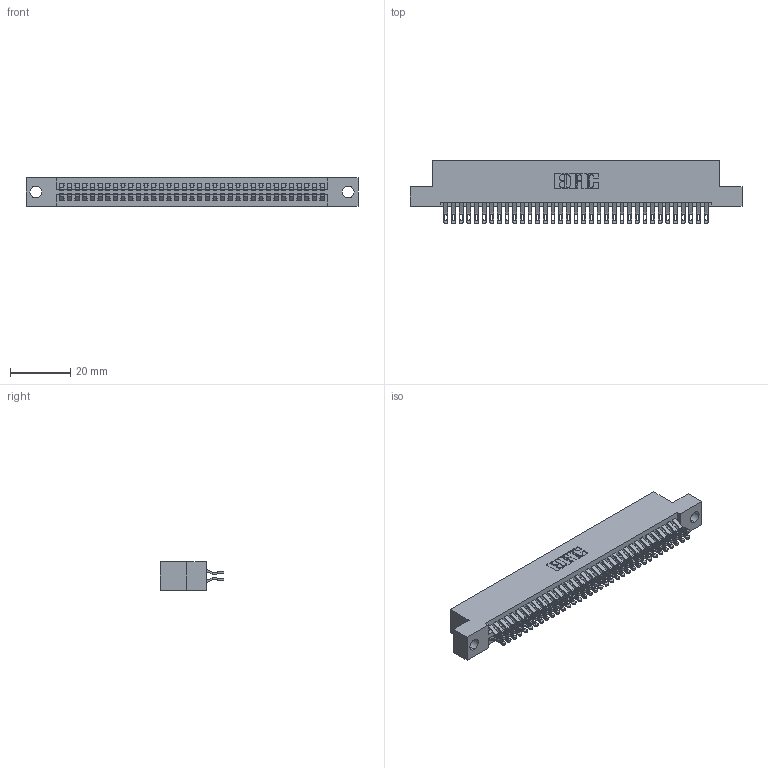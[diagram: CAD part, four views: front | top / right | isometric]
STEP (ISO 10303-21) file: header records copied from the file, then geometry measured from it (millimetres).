
FILE_DESCRIPTION (( 'STEP AP203' ), '1' );
FILE_NAME ('345-070-555-204.STEP', '2021-05-20T08:26:38', ( '' ), ( '' ), 'SwSTEP 2.0', 'SolidWorks 2020', '' );
FILE_SCHEMA (( 'CONFIG_CONTROL_DESIGN' ));
Length unit declared in the file: inch
Products named in the file (3): 345-292-001_555 Tail; 345 Part_Flush Mounting Lugs - 0.156 Dia-TI; 345-070-555-204
Assembly tree (71 placements, depth 2):
  345-070-555-204
    345 Part_Flush Mounting Lugs - 0.156 Dia-TI
    345-292-001_555 Tail  x70
Bounding box: 110.11 x 21.13 x 9.4 mm (x, y, z)
Volume: 10728.2 mm3; surface area: 16280.3 mm2
Topology: 71 solids, 71 shells, 4060 faces, 12767 edges, 8510 vertices
Faces by surface type: plane 2264, cylinder 1796
Entity records: 29149 total; most frequent: CARTESIAN_POINT 4932, ORIENTED_EDGE 4834, DIRECTION 4325, EDGE_CURVE 2417, LINE 2125, VECTOR 2125, VERTEX_POINT 1610, AXIS2_PLACEMENT_3D 1100
